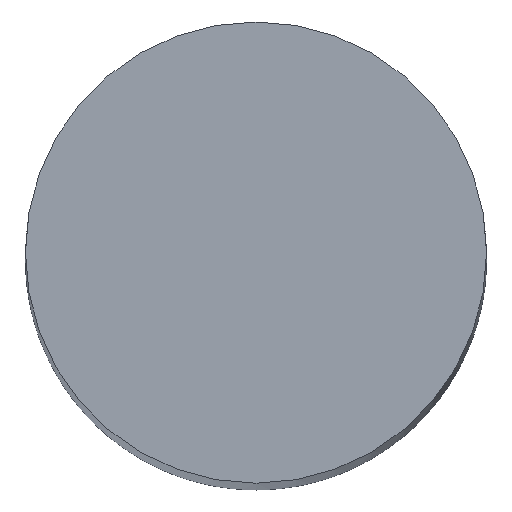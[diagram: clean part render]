
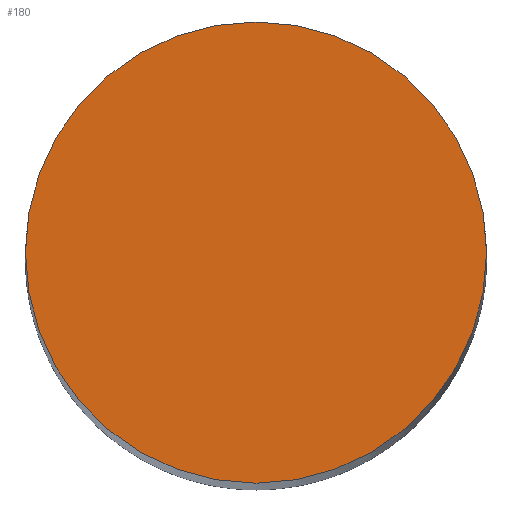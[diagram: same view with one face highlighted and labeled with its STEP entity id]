
A CAD part, top view. The second image highlights one B-rep face of the part: STEP entity #180.
In plain terms, the highlighted planar face has unit normal (0, 0, 1).
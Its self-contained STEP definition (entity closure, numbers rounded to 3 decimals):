
#156=FACE_OUTER_BOUND('',#295,.T.);
#180=ADVANCED_FACE('',(#156),#222,.T.);
#222=PLANE('',#692);
#295=EDGE_LOOP('',(#359));
#359=ORIENTED_EDGE('',*,*,#562,.T.);
#506=VERTEX_POINT('',#952);
#562=EDGE_CURVE('',#506,#506,#636,.T.);
#636=CIRCLE('',#691,30.);
#691=AXIS2_PLACEMENT_3D('',#951,#769,#770);
#692=AXIS2_PLACEMENT_3D('',#953,#771,#772);
#769=DIRECTION('',(0.,0.,1.));
#770=DIRECTION('',(1.,0.,0.));
#771=DIRECTION('',(0.,0.,1.));
#772=DIRECTION('',(1.,0.,0.));
#951=CARTESIAN_POINT('',(0.,0.,0.));
#952=CARTESIAN_POINT('',(30.,0.,0.));
#953=CARTESIAN_POINT('',(0.,0.,0.));
